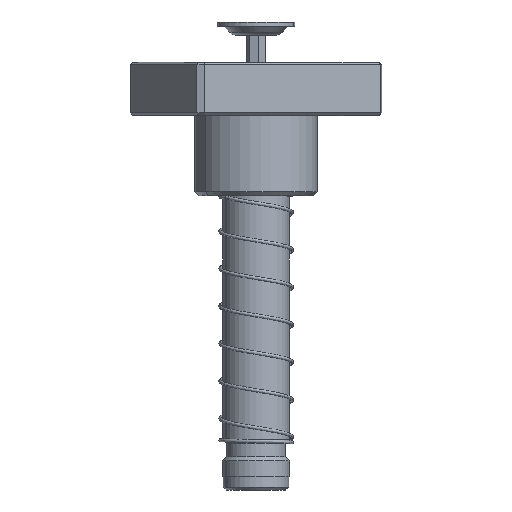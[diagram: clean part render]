
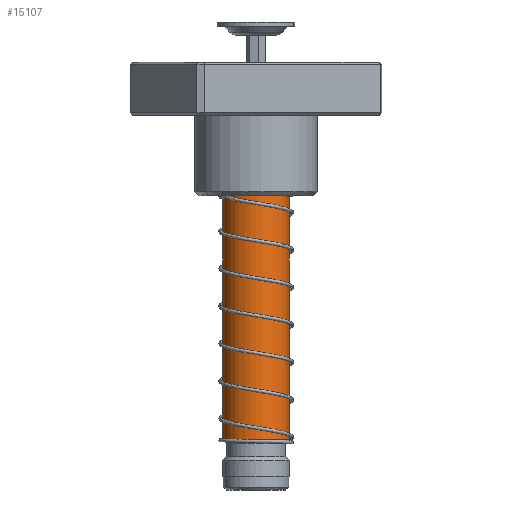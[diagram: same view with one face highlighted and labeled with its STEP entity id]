
A CAD part, front view. The second image highlights one B-rep face of the part: STEP entity #15107.
In plain terms, the highlighted cylindrical face has radius 12.5 mm (diameter 25 mm), a partial arc.
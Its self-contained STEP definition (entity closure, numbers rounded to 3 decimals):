
#297 = CIRCLE ( 'NONE', #16906, 12.5 ) ;
#919 = ORIENTED_EDGE ( 'NONE', *, *, #31458, .F. ) ;
#1544 = LINE ( 'NONE', #11576, #9817 ) ;
#1545 = FACE_OUTER_BOUND ( 'NONE', #13158, .T. ) ;
#3462 = VERTEX_POINT ( 'NONE', #19529 ) ;
#3585 = ORIENTED_EDGE ( 'NONE', *, *, #28882, .F. ) ;
#3905 = DIRECTION ( 'NONE',  ( 0., 0., -1. ) ) ;
#6288 = CARTESIAN_POINT ( 'NONE',  ( 12.5, 0., 157.5 ) ) ;
#7027 = AXIS2_PLACEMENT_3D ( 'NONE', #25695, #23055, #10615 ) ;
#7455 = CIRCLE ( 'NONE', #7027, 12.5 ) ;
#8962 = DIRECTION ( 'NONE',  ( 0., 0., -1. ) ) ;
#9817 = VECTOR ( 'NONE', #8962, 1000. ) ;
#10615 = DIRECTION ( 'NONE',  ( 1., 0., 0. ) ) ;
#11473 = VERTEX_POINT ( 'NONE', #24969 ) ;
#11576 = CARTESIAN_POINT ( 'NONE',  ( -12.5, 0., 160. ) ) ;
#13132 = AXIS2_PLACEMENT_3D ( 'NONE', #28852, #31272, #21477 ) ;
#13144 = DIRECTION ( 'NONE',  ( 0., 0., -1. ) ) ;
#13158 = EDGE_LOOP ( 'NONE', ( #919, #30845, #18628, #3585 ) ) ;
#14399 = LINE ( 'NONE', #31301, #19160 ) ;
#15107 = ADVANCED_FACE ( 'NONE', ( #1545 ), #19618, .T. ) ;
#15636 = CARTESIAN_POINT ( 'NONE',  ( 0., 0., 19. ) ) ;
#16906 = AXIS2_PLACEMENT_3D ( 'NONE', #15636, #13144, #28642 ) ;
#18628 = ORIENTED_EDGE ( 'NONE', *, *, #27059, .T. ) ;
#19160 = VECTOR ( 'NONE', #3905, 1000. ) ;
#19529 = CARTESIAN_POINT ( 'NONE',  ( -12.5, 0., 157.5 ) ) ;
#19618 = CYLINDRICAL_SURFACE ( 'NONE', #13132, 12.5 ) ;
#21477 = DIRECTION ( 'NONE',  ( -1., 0., 0. ) ) ;
#23055 = DIRECTION ( 'NONE',  ( 0., 0., -1. ) ) ;
#23185 = CARTESIAN_POINT ( 'NONE',  ( 12.5, 0., 19. ) ) ;
#24818 = VERTEX_POINT ( 'NONE', #23185 ) ;
#24969 = CARTESIAN_POINT ( 'NONE',  ( -12.5, 0., 19. ) ) ;
#25695 = CARTESIAN_POINT ( 'NONE',  ( 0., 0., 157.5 ) ) ;
#26843 = EDGE_CURVE ( 'NONE', #27678, #3462, #7455, .T. ) ;
#27059 = EDGE_CURVE ( 'NONE', #3462, #11473, #1544, .T. ) ;
#27678 = VERTEX_POINT ( 'NONE', #6288 ) ;
#28642 = DIRECTION ( 'NONE',  ( -1., 0., 0. ) ) ;
#28852 = CARTESIAN_POINT ( 'NONE',  ( 0., 0., 160. ) ) ;
#28882 = EDGE_CURVE ( 'NONE', #24818, #11473, #297, .T. ) ;
#30845 = ORIENTED_EDGE ( 'NONE', *, *, #26843, .T. ) ;
#31272 = DIRECTION ( 'NONE',  ( 0., 0., -1. ) ) ;
#31301 = CARTESIAN_POINT ( 'NONE',  ( 12.5, 0., 160. ) ) ;
#31458 = EDGE_CURVE ( 'NONE', #27678, #24818, #14399, .T. ) ;
